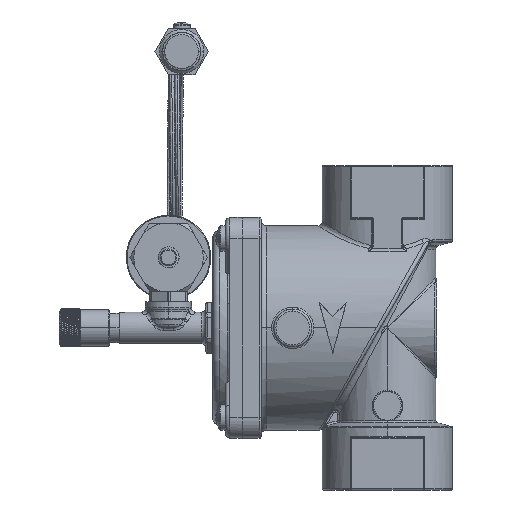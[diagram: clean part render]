
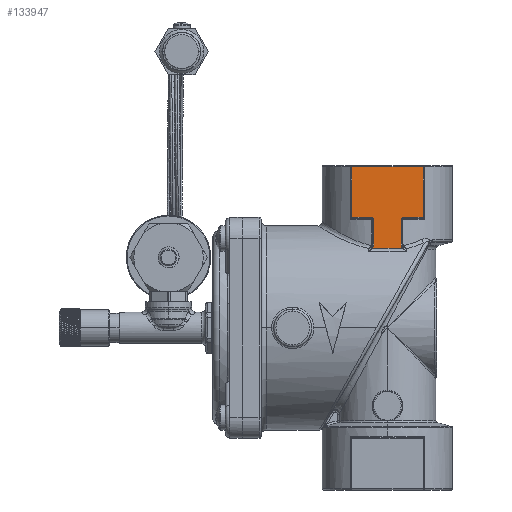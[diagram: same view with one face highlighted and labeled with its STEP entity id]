
A CAD part, left-side view. The second image highlights one B-rep face of the part: STEP entity #133947.
In plain terms, the highlighted planar face has unit normal (-1, 0, 0).
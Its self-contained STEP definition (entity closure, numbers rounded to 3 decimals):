
#564 = CARTESIAN_POINT ( 'NONE',  ( -31.5, -52.902, 37.789 ) ) ;
#1021 = CARTESIAN_POINT ( 'NONE',  ( -31.5, -77., 52.5 ) ) ;
#1406 = CARTESIAN_POINT ( 'NONE',  ( -31.5, -66.5, 39.865 ) ) ;
#3162 = ORIENTED_EDGE ( 'NONE', *, *, #68447, .T. ) ;
#3556 = CARTESIAN_POINT ( 'NONE',  ( -31.5, -52.5, 52.5 ) ) ;
#4473 = VERTEX_POINT ( 'NONE', #3556 ) ;
#5853 = CARTESIAN_POINT ( 'NONE',  ( -31.5, -66.76, 38.436 ) ) ;
#8772 = LINE ( 'NONE', #19425, #137744 ) ;
#11959 = DIRECTION ( 'NONE',  ( 0., 0., 1. ) ) ;
#13163 = CARTESIAN_POINT ( 'NONE',  ( -31.5, -43., 52.5 ) ) ;
#13267 = CARTESIAN_POINT ( 'NONE',  ( -31.5, -53.487, 39.499 ) ) ;
#13318 = DIRECTION ( 'NONE',  ( 0., 0., 1. ) ) ;
#18208 = VERTEX_POINT ( 'NONE', #110424 ) ;
#18547 = ORIENTED_EDGE ( 'NONE', *, *, #62663, .T. ) ;
#18597 = CARTESIAN_POINT ( 'NONE',  ( -31.5, -67.098, 37.789 ) ) ;
#19425 = CARTESIAN_POINT ( 'NONE',  ( -31.5, 0., 37.789 ) ) ;
#20187 = CIRCLE ( 'NONE', #117567, 1. ) ;
#23106 = ORIENTED_EDGE ( 'NONE', *, *, #111512, .T. ) ;
#24092 = CARTESIAN_POINT ( 'NONE',  ( -31.5, -53.5, 39.472 ) ) ;
#24870 = B_SPLINE_CURVE_WITH_KNOTS ( 'NONE', 3,
 ( #18597, #39139, #135582, #5853, #61059, #138379, #115747, #61750 ),
 .UNSPECIFIED., .F., .F.,
 ( 4, 2, 2, 4 ),
 ( 0., 0.001, 0.001, 0.002 ),
 .UNSPECIFIED. ) ;
#25744 = ORIENTED_EDGE ( 'NONE', *, *, #47442, .T. ) ;
#27151 = VECTOR ( 'NONE', #118381, 1000. ) ;
#28619 = VERTEX_POINT ( 'NONE', #1406 ) ;
#29313 = FACE_OUTER_BOUND ( 'NONE', #37065, .T. ) ;
#29427 = VERTEX_POINT ( 'NONE', #117760 ) ;
#29829 = VERTEX_POINT ( 'NONE', #87545 ) ;
#31108 = ORIENTED_EDGE ( 'NONE', *, *, #107313, .T. ) ;
#32240 = ORIENTED_EDGE ( 'NONE', *, *, #69954, .T. ) ;
#34548 = CARTESIAN_POINT ( 'NONE',  ( -31.5, -53.5, 39.681 ) ) ;
#37065 = EDGE_LOOP ( 'NONE', ( #88854, #23106, #136222, #58477, #32240, #31108, #120876, #18547, #41780, #3162, #25744, #44813 ) ) ;
#39139 = CARTESIAN_POINT ( 'NONE',  ( -31.5, -66.997, 37.943 ) ) ;
#41275 = VECTOR ( 'NONE', #81193, 1000. ) ;
#41780 = ORIENTED_EDGE ( 'NONE', *, *, #95907, .T. ) ;
#42723 = CARTESIAN_POINT ( 'NONE',  ( -31.5, 0., 0. ) ) ;
#43761 = CARTESIAN_POINT ( 'NONE',  ( -31.5, -53.251, 38.429 ) ) ;
#44813 = ORIENTED_EDGE ( 'NONE', *, *, #121758, .T. ) ;
#45933 = CARTESIAN_POINT ( 'NONE',  ( -31.5, -52.5, 51.5 ) ) ;
#46589 = CARTESIAN_POINT ( 'NONE',  ( -31.5, -66.5, 51.5 ) ) ;
#47442 = EDGE_CURVE ( 'Defeature completata1_2665+Defeature completata1_2598+Defeature completata1_2599+Defeature completata1_2663', #29829, #29427, #131859, .T. ) ;
#48603 = CARTESIAN_POINT ( 'NONE',  ( -31.5, -77., 77. ) ) ;
#54777 = DIRECTION ( 'NONE',  ( 0., -1., 0. ) ) ;
#55329 = DIRECTION ( 'NONE',  ( 0., -1., 0. ) ) ;
#55339 = VERTEX_POINT ( 'NONE', #13163 ) ;
#56482 = CARTESIAN_POINT ( 'NONE',  ( -31.5, -53.105, 38.097 ) ) ;
#56882 = VERTEX_POINT ( 'NONE', #67895 ) ;
#57906 = LINE ( 'NONE', #46589, #74050 ) ;
#58256 = VERTEX_POINT ( 'NONE', #80300 ) ;
#58477 = ORIENTED_EDGE ( 'NONE', *, *, #97563, .T. ) ;
#61059 = CARTESIAN_POINT ( 'NONE',  ( -31.5, -66.698, 38.61 ) ) ;
#61750 = CARTESIAN_POINT ( 'NONE',  ( -31.5, -66.5, 39.865 ) ) ;
#61922 = DIRECTION ( 'NONE',  ( 0., 0., 1. ) ) ;
#62412 = VECTOR ( 'NONE', #75528, 1000. ) ;
#62663 = EDGE_CURVE ( 'Defeature completata1_2665+Defeature completata1_2601+Defeature completata1_2602+Defeature completata1_2600', #70188, #55339, #73420, .T. ) ;
#62831 = VERTEX_POINT ( 'NONE', #96161 ) ;
#63256 = DIRECTION ( 'NONE',  ( 0., 0., -1. ) ) ;
#66123 = VECTOR ( 'NONE', #128490, 1000. ) ;
#67542 = CIRCLE ( 'NONE', #115217, 1. ) ;
#67895 = CARTESIAN_POINT ( 'NONE',  ( -31.5, -77., 76.5 ) ) ;
#68447 = EDGE_CURVE ( 'Defeature completata1_2665+Defeature completata1_2599+Defeature completata1_2600+Defeature completata1_2598', #4473, #29829, #20187, .T. ) ;
#69954 = EDGE_CURVE ( 'Defeature completata1_2665+Defeature completata1_2604+Defeature completata1_2605+Defeature completata1_2603', #18208, #106366, #87117, .T. ) ;
#70188 = VERTEX_POINT ( 'NONE', #104755 ) ;
#73201 = DIRECTION ( 'NONE',  ( -1., 0., 0. ) ) ;
#73420 = LINE ( 'NONE', #138706, #62412 ) ;
#74050 = VECTOR ( 'NONE', #13318, 1000. ) ;
#75528 = DIRECTION ( 'NONE',  ( 0., 0., -1. ) ) ;
#78426 = CARTESIAN_POINT ( 'NONE',  ( -31.5, -53.5, 39.865 ) ) ;
#78504 = DIRECTION ( 'NONE',  ( 1., 0., 0. ) ) ;
#80300 = CARTESIAN_POINT ( 'NONE',  ( -31.5, -52.902, 37.789 ) ) ;
#81193 = DIRECTION ( 'NONE',  ( 0., 0., 1. ) ) ;
#87117 = LINE ( 'NONE', #117697, #27151 ) ;
#87545 = CARTESIAN_POINT ( 'NONE',  ( -31.5, -53.5, 51.5 ) ) ;
#87704 = CARTESIAN_POINT ( 'NONE',  ( -31.5, -53.438, 39.137 ) ) ;
#88854 = ORIENTED_EDGE ( 'NONE', *, *, #119704, .T. ) ;
#95176 = EDGE_CURVE ( 'Defeature completata1_2665+Defeature completata1_2607+Defeature completata1_2669+Defeature completata1_2605', #28619, #137811, #57906, .T. ) ;
#95907 = EDGE_CURVE ( 'Defeature completata1_2665+Defeature completata1_2600+Defeature completata1_2601+Defeature completata1_2599', #55339, #4473, #96525, .T. ) ;
#95936 = PLANE ( 'NONE',  #123058 ) ;
#96161 = CARTESIAN_POINT ( 'NONE',  ( -31.5, -67.098, 37.789 ) ) ;
#96525 = LINE ( 'NONE', #107170, #112785 ) ;
#97563 = EDGE_CURVE ( 'Defeature completata1_2665+Defeature completata1_2605+Defeature completata1_2607+Defeature completata1_2604', #137811, #18208, #67542, .T. ) ;
#98788 = VECTOR ( 'NONE', #122626, 1000. ) ;
#100652 = CARTESIAN_POINT ( 'NONE',  ( -31.5, -66.5, 51.5 ) ) ;
#104755 = CARTESIAN_POINT ( 'NONE',  ( -31.5, -43., 76.5 ) ) ;
#106366 = VERTEX_POINT ( 'NONE', #1021 ) ;
#107170 = CARTESIAN_POINT ( 'NONE',  ( -31.5, -52.5, 52.5 ) ) ;
#107313 = EDGE_CURVE ( 'Defeature completata1_2665+Defeature completata1_2603+Defeature completata1_2604+Defeature completata1_2602', #106366, #56882, #114569, .T. ) ;
#107366 = DIRECTION ( 'NONE',  ( 1., 0., 0. ) ) ;
#107911 = EDGE_CURVE ( 'Defeature completata1_2665+Defeature completata1_2602+Defeature completata1_2603+Defeature completata1_2601', #56882, #70188, #115812, .T. ) ;
#110411 = CARTESIAN_POINT ( 'NONE',  ( -31.5, -53.4, 38.956 ) ) ;
#110424 = CARTESIAN_POINT ( 'NONE',  ( -31.5, -67.5, 52.5 ) ) ;
#111512 = EDGE_CURVE ( 'Defeature completata1_2665+Defeature completata1_2669+Defeature completata1_2693+Defeature completata1_2607', #62831, #28619, #24870, .T. ) ;
#112785 = VECTOR ( 'NONE', #55329, 1000. ) ;
#114569 = LINE ( 'NONE', #48603, #41275 ) ;
#115101 = CARTESIAN_POINT ( 'NONE',  ( -31.5, -42.5, 76.5 ) ) ;
#115217 = AXIS2_PLACEMENT_3D ( 'NONE', #127215, #107366, #61922 ) ;
#115747 = CARTESIAN_POINT ( 'NONE',  ( -31.5, -66.5, 39.498 ) ) ;
#115812 = LINE ( 'NONE', #115101, #66123 ) ;
#117567 = AXIS2_PLACEMENT_3D ( 'NONE', #45933, #78504, #11959 ) ;
#117697 = CARTESIAN_POINT ( 'NONE',  ( -31.5, -77.5, 52.5 ) ) ;
#117760 = CARTESIAN_POINT ( 'NONE',  ( -31.5, -53.5, 39.865 ) ) ;
#118381 = DIRECTION ( 'NONE',  ( 0., -1., 0. ) ) ;
#119704 = EDGE_CURVE ( 'Defeature completata1_2665+Defeature completata1_2693+Defeature completata1_2663+Defeature completata1_2669', #58256, #62831, #8772, .T. ) ;
#120876 = ORIENTED_EDGE ( 'NONE', *, *, #107911, .T. ) ;
#121758 = EDGE_CURVE ( 'Defeature completata1_2665+Defeature completata1_2663+Defeature completata1_2598+Defeature completata1_2693', #29427, #58256, #138852, .T. ) ;
#122626 = DIRECTION ( 'NONE',  ( 0., 0., -1. ) ) ;
#123058 = AXIS2_PLACEMENT_3D ( 'NONE', #42723, #73201, #63256 ) ;
#127215 = CARTESIAN_POINT ( 'NONE',  ( -31.5, -67.5, 51.5 ) ) ;
#128490 = DIRECTION ( 'NONE',  ( 0., 1., 0. ) ) ;
#131859 = LINE ( 'NONE', #24092, #98788 ) ;
#133947 = ADVANCED_FACE ( 'Defeature completata1_2665', ( #29313 ), #95936, .T. ) ;
#135582 = CARTESIAN_POINT ( 'NONE',  ( -31.5, -66.91, 38.103 ) ) ;
#136222 = ORIENTED_EDGE ( 'NONE', *, *, #95176, .T. ) ;
#137744 = VECTOR ( 'NONE', #54777, 1000. ) ;
#137811 = VERTEX_POINT ( 'NONE', #100652 ) ;
#138379 = CARTESIAN_POINT ( 'NONE',  ( -31.5, -66.549, 39.138 ) ) ;
#138706 = CARTESIAN_POINT ( 'NONE',  ( -31.5, -43., 52. ) ) ;
#138852 = B_SPLINE_CURVE_WITH_KNOTS ( 'NONE', 3,
 ( #78426, #34548, #13267, #87704, #110411, #43761, #56482, #564 ),
 .UNSPECIFIED., .F., .F.,
 ( 4, 2, 2, 4 ),
 ( 0., 0.001, 0.001, 0.002 ),
 .UNSPECIFIED. ) ;
